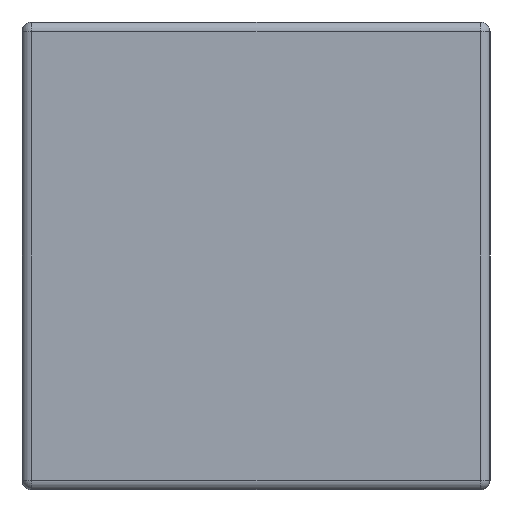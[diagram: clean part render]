
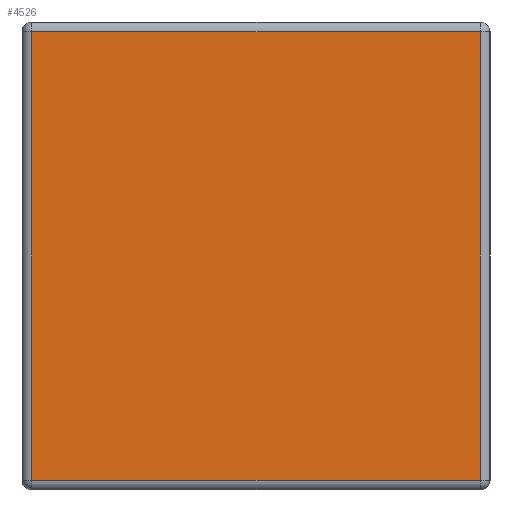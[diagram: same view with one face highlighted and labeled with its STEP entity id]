
A CAD part, left-side view. The second image highlights one B-rep face of the part: STEP entity #4526.
In plain terms, the highlighted planar face has unit normal (-1, 0, 0).
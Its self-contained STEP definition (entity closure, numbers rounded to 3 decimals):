
#255 = VECTOR ( 'NONE', #2645, 1000. ) ;
#270 = VERTEX_POINT ( 'NONE', #529 ) ;
#518 = DIRECTION ( 'NONE',  ( 0., 1., 0. ) ) ;
#529 = CARTESIAN_POINT ( 'NONE',  ( 0., 0.037, -0.037 ) ) ;
#689 = ORIENTED_EDGE ( 'NONE', *, *, #1235, .T. ) ;
#704 = VECTOR ( 'NONE', #518, 1000. ) ;
#829 = ORIENTED_EDGE ( 'NONE', *, *, #2485, .T. ) ;
#1212 = DIRECTION ( 'NONE',  ( 0., 0., 1. ) ) ;
#1235 = EDGE_CURVE ( 'NONE', #270, #3654, #4538, .T. ) ;
#1294 = LINE ( 'NONE', #2722, #4353 ) ;
#1315 = DIRECTION ( 'NONE',  ( 0., -1., 0. ) ) ;
#1560 = CARTESIAN_POINT ( 'NONE',  ( 0., 0., 0. ) ) ;
#1573 = AXIS2_PLACEMENT_3D ( 'NONE', #1560, #4430, #1212 ) ;
#1890 = LINE ( 'NONE', #3757, #255 ) ;
#2152 = EDGE_CURVE ( 'NONE', #3317, #270, #1890, .T. ) ;
#2485 = EDGE_CURVE ( 'NONE', #3654, #2937, #4540, .T. ) ;
#2645 = DIRECTION ( 'NONE',  ( 0., 0., 1. ) ) ;
#2660 = PLANE ( 'NONE',  #1573 ) ;
#2722 = CARTESIAN_POINT ( 'NONE',  ( 0., 0., -1.763 ) ) ;
#2925 = CARTESIAN_POINT ( 'NONE',  ( 0., 1.763, -0.037 ) ) ;
#2937 = VERTEX_POINT ( 'NONE', #3683 ) ;
#2950 = FACE_OUTER_BOUND ( 'NONE', #3985, .T. ) ;
#3011 = DIRECTION ( 'NONE',  ( 0., 0., -1. ) ) ;
#3149 = VECTOR ( 'NONE', #3011, 1000. ) ;
#3243 = EDGE_CURVE ( 'NONE', #2937, #3317, #1294, .T. ) ;
#3298 = ORIENTED_EDGE ( 'NONE', *, *, #2152, .T. ) ;
#3317 = VERTEX_POINT ( 'NONE', #3555 ) ;
#3555 = CARTESIAN_POINT ( 'NONE',  ( 0., 0.037, -1.763 ) ) ;
#3654 = VERTEX_POINT ( 'NONE', #2925 ) ;
#3683 = CARTESIAN_POINT ( 'NONE',  ( 0., 1.763, -1.763 ) ) ;
#3757 = CARTESIAN_POINT ( 'NONE',  ( 0., 0.037, 0. ) ) ;
#3985 = EDGE_LOOP ( 'NONE', ( #4110, #3298, #689, #829 ) ) ;
#4110 = ORIENTED_EDGE ( 'NONE', *, *, #3243, .T. ) ;
#4178 = CARTESIAN_POINT ( 'NONE',  ( 0., 1.8, -0.037 ) ) ;
#4353 = VECTOR ( 'NONE', #1315, 1000. ) ;
#4430 = DIRECTION ( 'NONE',  ( -1., 0., 0. ) ) ;
#4464 = CARTESIAN_POINT ( 'NONE',  ( 0., 1.763, -1.8 ) ) ;
#4526 = ADVANCED_FACE ( 'NONE', ( #2950 ), #2660, .T. ) ;
#4538 = LINE ( 'NONE', #4178, #704 ) ;
#4540 = LINE ( 'NONE', #4464, #3149 ) ;
